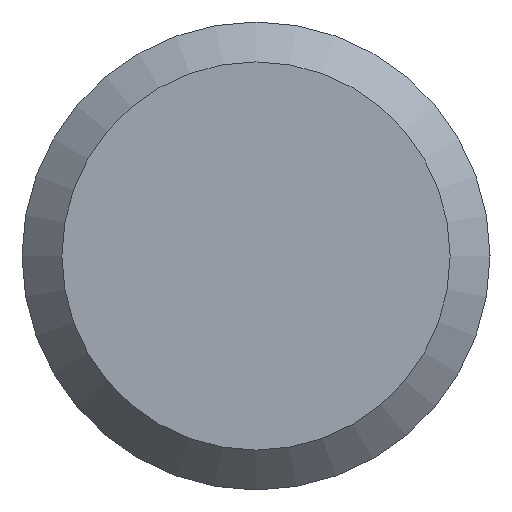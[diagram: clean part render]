
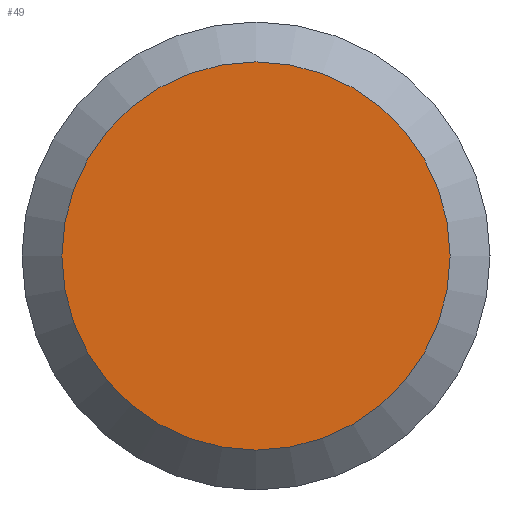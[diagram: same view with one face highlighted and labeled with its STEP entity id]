
A CAD part, left-side view. The second image highlights one B-rep face of the part: STEP entity #49.
In plain terms, the highlighted planar face has unit normal (-1, 0, 0).
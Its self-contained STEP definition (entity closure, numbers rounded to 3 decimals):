
#49 = ADVANCED_FACE( '', ( #99 ), #100, .F. );
#99 = FACE_OUTER_BOUND( '', #140, .T. );
#100 = PLANE( '', #141 );
#140 = EDGE_LOOP( '', ( #191 ) );
#141 = AXIS2_PLACEMENT_3D( '', #192, #193, #194 );
#191 = ORIENTED_EDGE( '', *, *, #209, .F. );
#192 = CARTESIAN_POINT( '', ( 0., 0., 0. ) );
#193 = DIRECTION( '', ( 1., 0., 0. ) );
#194 = DIRECTION( '', ( 0., 0., -1. ) );
#209 = EDGE_CURVE( '', #233, #233, #234, .T. );
#233 = VERTEX_POINT( '', #258 );
#234 = CIRCLE( '', #259, 7.467 );
#258 = CARTESIAN_POINT( '', ( 0., 0., -7.467 ) );
#259 = AXIS2_PLACEMENT_3D( '', #283, #284, #285 );
#283 = CARTESIAN_POINT( '', ( 0., 0., 0. ) );
#284 = DIRECTION( '', ( 1., 0., 0. ) );
#285 = DIRECTION( '', ( 0., 0., -1. ) );
